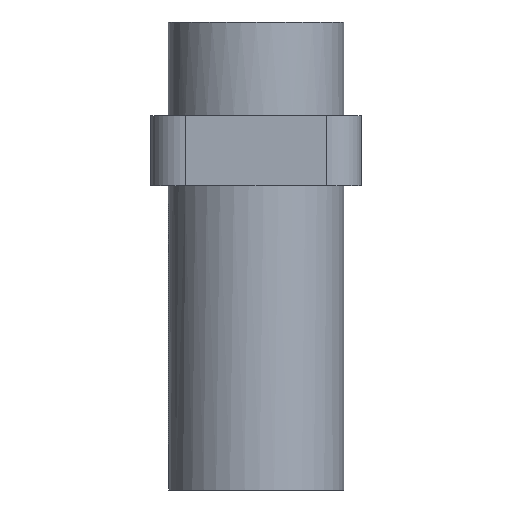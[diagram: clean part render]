
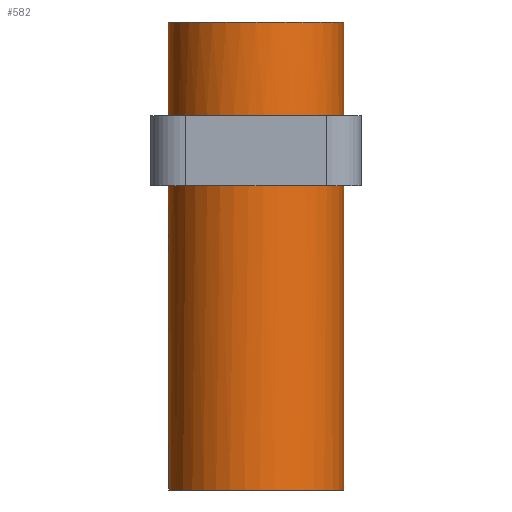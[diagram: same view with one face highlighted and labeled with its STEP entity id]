
A CAD part, left-side view. The second image highlights one B-rep face of the part: STEP entity #582.
In plain terms, the highlighted cylindrical face has radius 3.75 mm (diameter 7.5 mm), a full revolution.
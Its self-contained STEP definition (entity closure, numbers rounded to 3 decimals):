
#17=FACE_BOUND('',#80,.T.);
#18=FACE_BOUND('',#81,.T.);
#25=B_SPLINE_CURVE_WITH_KNOTS('',3,(#900,#901,#902,#903,#904,#905,#906,
#907,#908,#909,#910,#911,#912,#913,#914,#915,#916,#917),.UNSPECIFIED.,.F.,
 .F.,(4,2,2,2,2,2,2,2,4),(0.151,0.189,0.227,
0.265,0.303,0.341,0.379,
0.417,0.454),.UNSPECIFIED.);
#26=B_SPLINE_CURVE_WITH_KNOTS('',3,(#919,#920,#921,#922,#923,#924,#925,
#926,#927,#928),.UNSPECIFIED.,.F.,.F.,(4,2,2,2,4),(0.454,0.492,
0.53,0.568,0.606),.UNSPECIFIED.);
#27=B_SPLINE_CURVE_WITH_KNOTS('',3,(#929,#930,#931,#932,#933,#934,#935,
#936,#937,#938),.UNSPECIFIED.,.F.,.F.,(4,2,2,2,4),(0.606,0.644,
0.682,0.719,0.757),.UNSPECIFIED.);
#35=CYLINDRICAL_SURFACE('',#628,3.75);
#49=FACE_OUTER_BOUND('',#79,.T.);
#79=EDGE_LOOP('',(#415,#416,#417,#418,#419,#420,#421,#422));
#80=EDGE_LOOP('',(#423,#424,#425));
#81=EDGE_LOOP('',(#426,#427,#428,#429));
#112=CIRCLE('',#629,3.75);
#113=CIRCLE('',#630,3.75);
#114=CIRCLE('',#631,3.75);
#115=CIRCLE('',#632,3.75);
#116=CIRCLE('',#633,3.75);
#117=CIRCLE('',#634,3.75);
#155=LINE('',#888,#207);
#156=LINE('',#892,#208);
#157=LINE('',#896,#209);
#158=LINE('',#941,#210);
#159=LINE('',#945,#211);
#207=VECTOR('',#718,3.75);
#208=VECTOR('',#721,10.);
#209=VECTOR('',#724,10.);
#210=VECTOR('',#727,10.);
#211=VECTOR('',#730,10.);
#255=VERTEX_POINT('',#885);
#256=VERTEX_POINT('',#887);
#257=VERTEX_POINT('',#889);
#258=VERTEX_POINT('',#891);
#259=VERTEX_POINT('',#893);
#260=VERTEX_POINT('',#895);
#261=VERTEX_POINT('',#898);
#262=VERTEX_POINT('',#899);
#263=VERTEX_POINT('',#918);
#264=VERTEX_POINT('',#939);
#265=VERTEX_POINT('',#940);
#266=VERTEX_POINT('',#942);
#267=VERTEX_POINT('',#944);
#319=EDGE_CURVE('',#255,#255,#112,.T.);
#320=EDGE_CURVE('',#255,#256,#155,.T.);
#321=EDGE_CURVE('',#256,#257,#113,.T.);
#322=EDGE_CURVE('',#257,#258,#156,.T.);
#323=EDGE_CURVE('',#258,#259,#114,.T.);
#324=EDGE_CURVE('',#259,#260,#157,.T.);
#325=EDGE_CURVE('',#260,#256,#115,.T.);
#326=EDGE_CURVE('',#261,#262,#25,.T.);
#327=EDGE_CURVE('',#262,#263,#26,.T.);
#328=EDGE_CURVE('',#263,#261,#27,.T.);
#329=EDGE_CURVE('',#264,#265,#158,.T.);
#330=EDGE_CURVE('',#265,#266,#116,.T.);
#331=EDGE_CURVE('',#266,#267,#159,.T.);
#332=EDGE_CURVE('',#267,#264,#117,.T.);
#415=ORIENTED_EDGE('',*,*,#319,.F.);
#416=ORIENTED_EDGE('',*,*,#320,.T.);
#417=ORIENTED_EDGE('',*,*,#321,.T.);
#418=ORIENTED_EDGE('',*,*,#322,.T.);
#419=ORIENTED_EDGE('',*,*,#323,.T.);
#420=ORIENTED_EDGE('',*,*,#324,.T.);
#421=ORIENTED_EDGE('',*,*,#325,.T.);
#422=ORIENTED_EDGE('',*,*,#320,.F.);
#423=ORIENTED_EDGE('',*,*,#326,.T.);
#424=ORIENTED_EDGE('',*,*,#327,.T.);
#425=ORIENTED_EDGE('',*,*,#328,.T.);
#426=ORIENTED_EDGE('',*,*,#329,.T.);
#427=ORIENTED_EDGE('',*,*,#330,.T.);
#428=ORIENTED_EDGE('',*,*,#331,.T.);
#429=ORIENTED_EDGE('',*,*,#332,.T.);
#582=ADVANCED_FACE('',(#49,#17,#18),#35,.T.);
#628=AXIS2_PLACEMENT_3D('',#884,#714,#715);
#629=AXIS2_PLACEMENT_3D('',#886,#716,#717);
#630=AXIS2_PLACEMENT_3D('',#890,#719,#720);
#631=AXIS2_PLACEMENT_3D('',#894,#722,#723);
#632=AXIS2_PLACEMENT_3D('',#897,#725,#726);
#633=AXIS2_PLACEMENT_3D('',#943,#728,#729);
#634=AXIS2_PLACEMENT_3D('',#946,#731,#732);
#714=DIRECTION('center_axis',(0.,0.,1.));
#715=DIRECTION('ref_axis',(0.,1.,0.));
#716=DIRECTION('center_axis',(0.,0.,1.));
#717=DIRECTION('ref_axis',(0.,1.,0.));
#718=DIRECTION('',(0.,0.,-1.));
#719=DIRECTION('center_axis',(0.,0.,1.));
#720=DIRECTION('ref_axis',(0.,1.,0.));
#721=DIRECTION('',(0.,0.,1.));
#722=DIRECTION('center_axis',(0.,0.,1.));
#723=DIRECTION('ref_axis',(0.,1.,0.));
#724=DIRECTION('',(0.,0.,-1.));
#725=DIRECTION('center_axis',(0.,0.,1.));
#726=DIRECTION('ref_axis',(0.,1.,0.));
#727=DIRECTION('',(0.,0.,1.));
#728=DIRECTION('center_axis',(0.,0.,1.));
#729=DIRECTION('ref_axis',(0.,1.,0.));
#730=DIRECTION('',(0.,0.,-1.));
#731=DIRECTION('center_axis',(0.,0.,-1.));
#732=DIRECTION('ref_axis',(0.,1.,0.));
#884=CARTESIAN_POINT('Origin',(0.,0.,0.));
#885=CARTESIAN_POINT('',(0.,-3.75,20.));
#886=CARTESIAN_POINT('Origin',(0.,0.,20.));
#887=CARTESIAN_POINT('',(0.,-3.75,0.));
#888=CARTESIAN_POINT('',(0.,-3.75,0.));
#889=CARTESIAN_POINT('',(0.34,-3.735,0.));
#890=CARTESIAN_POINT('Origin',(0.,0.,0.));
#891=CARTESIAN_POINT('',(0.34,-3.735,6.5));
#892=CARTESIAN_POINT('',(0.34,-3.735,0.));
#893=CARTESIAN_POINT('',(0.34,3.735,6.5));
#894=CARTESIAN_POINT('Origin',(0.,0.,6.5));
#895=CARTESIAN_POINT('',(0.34,3.735,0.));
#896=CARTESIAN_POINT('',(0.34,3.735,0.));
#897=CARTESIAN_POINT('Origin',(0.,0.,0.));
#898=CARTESIAN_POINT('',(3.75,0.,17.199));
#899=CARTESIAN_POINT('',(3.75,0.,15.199));
#900=CARTESIAN_POINT('Ctrl Pts',(3.75,0.,17.199));
#901=CARTESIAN_POINT('Ctrl Pts',(3.75,0.126,17.199));
#902=CARTESIAN_POINT('Ctrl Pts',(3.743,0.26,17.173));
#903=CARTESIAN_POINT('Ctrl Pts',(3.718,0.507,17.071));
#904=CARTESIAN_POINT('Ctrl Pts',(3.7,0.619,16.994));
#905=CARTESIAN_POINT('Ctrl Pts',(3.666,0.796,16.817));
#906=CARTESIAN_POINT('Ctrl Pts',(3.647,0.872,16.705));
#907=CARTESIAN_POINT('Ctrl Pts',(3.622,0.975,16.459));
#908=CARTESIAN_POINT('Ctrl Pts',(3.614,1.,16.325));
#909=CARTESIAN_POINT('Ctrl Pts',(3.614,1.,16.073));
#910=CARTESIAN_POINT('Ctrl Pts',(3.622,0.975,15.938));
#911=CARTESIAN_POINT('Ctrl Pts',(3.647,0.872,15.692));
#912=CARTESIAN_POINT('Ctrl Pts',(3.666,0.796,15.58));
#913=CARTESIAN_POINT('Ctrl Pts',(3.7,0.619,15.403));
#914=CARTESIAN_POINT('Ctrl Pts',(3.718,0.507,15.326));
#915=CARTESIAN_POINT('Ctrl Pts',(3.743,0.26,15.224));
#916=CARTESIAN_POINT('Ctrl Pts',(3.75,0.126,15.199));
#917=CARTESIAN_POINT('Ctrl Pts',(3.75,0.,15.199));
#918=CARTESIAN_POINT('',(3.614,-1.,16.199));
#919=CARTESIAN_POINT('Ctrl Pts',(3.75,0.,15.199));
#920=CARTESIAN_POINT('Ctrl Pts',(3.75,-0.126,15.199));
#921=CARTESIAN_POINT('Ctrl Pts',(3.743,-0.26,15.224));
#922=CARTESIAN_POINT('Ctrl Pts',(3.718,-0.507,15.326));
#923=CARTESIAN_POINT('Ctrl Pts',(3.7,-0.619,15.403));
#924=CARTESIAN_POINT('Ctrl Pts',(3.666,-0.796,15.58));
#925=CARTESIAN_POINT('Ctrl Pts',(3.647,-0.872,15.692));
#926=CARTESIAN_POINT('Ctrl Pts',(3.622,-0.975,15.938));
#927=CARTESIAN_POINT('Ctrl Pts',(3.614,-1.,16.073));
#928=CARTESIAN_POINT('Ctrl Pts',(3.614,-1.,16.199));
#929=CARTESIAN_POINT('Ctrl Pts',(3.614,-1.,16.199));
#930=CARTESIAN_POINT('Ctrl Pts',(3.614,-1.,16.325));
#931=CARTESIAN_POINT('Ctrl Pts',(3.622,-0.975,16.459));
#932=CARTESIAN_POINT('Ctrl Pts',(3.647,-0.872,16.705));
#933=CARTESIAN_POINT('Ctrl Pts',(3.666,-0.796,16.817));
#934=CARTESIAN_POINT('Ctrl Pts',(3.7,-0.619,16.994));
#935=CARTESIAN_POINT('Ctrl Pts',(3.718,-0.507,17.071));
#936=CARTESIAN_POINT('Ctrl Pts',(3.743,-0.26,17.173));
#937=CARTESIAN_POINT('Ctrl Pts',(3.75,-0.126,17.199));
#938=CARTESIAN_POINT('Ctrl Pts',(3.75,0.,17.199));
#939=CARTESIAN_POINT('',(-2.226,3.018,13.));
#940=CARTESIAN_POINT('',(-2.226,3.018,16.));
#941=CARTESIAN_POINT('',(-2.226,3.018,0.));
#942=CARTESIAN_POINT('',(-2.226,-3.018,16.));
#943=CARTESIAN_POINT('Origin',(0.,0.,16.));
#944=CARTESIAN_POINT('',(-2.226,-3.018,13.));
#945=CARTESIAN_POINT('',(-2.226,-3.018,0.));
#946=CARTESIAN_POINT('Origin',(0.,0.,13.));
